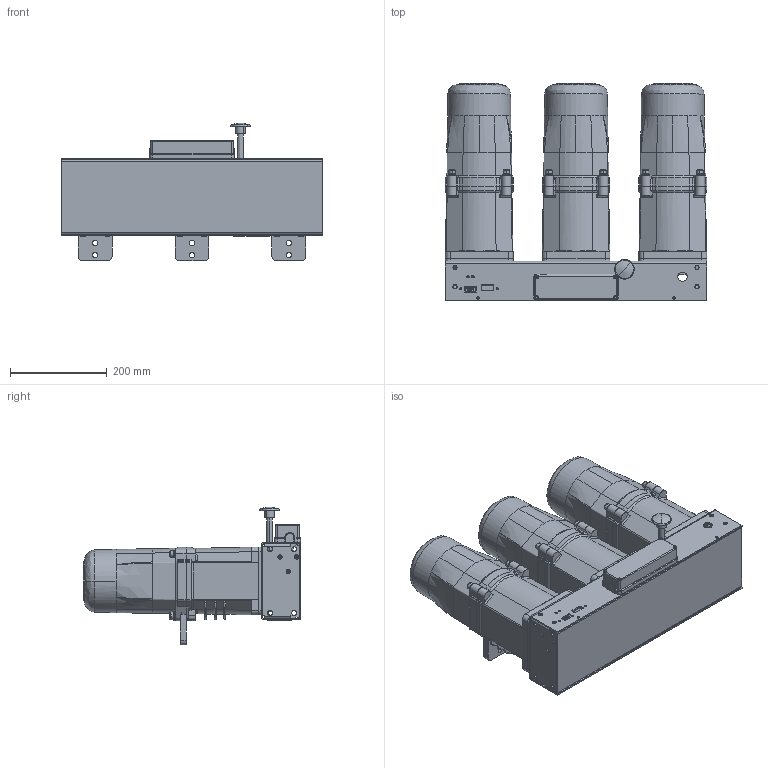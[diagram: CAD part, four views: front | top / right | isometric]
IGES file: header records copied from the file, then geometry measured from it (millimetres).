
Start section: IGES file generated from Kompas 1.3 for Windows drawing by the IGES translator from Ascon Ltd., translator version IGESOUT-5.1.
Global section: file name: 2ÃÊ.256.057 ÂÂÌ-3-10-31,5-1600.igs; native system: Kompas( 32 bit ) for Windows; preprocessor: 1.0; author: unknown; organization: unknown; date: -17790607:055608; units: millimetre
Bounding box: 540 x 450 x 284.79 mm (x, y, z)
Volume: 14347118.9 mm3; surface area: 1340990.1 mm2
Topology: 95 solids, 95 shells, 1644 faces, 6000 edges, 4319 vertices
Faces by surface type: bspline 883, revolution 761
